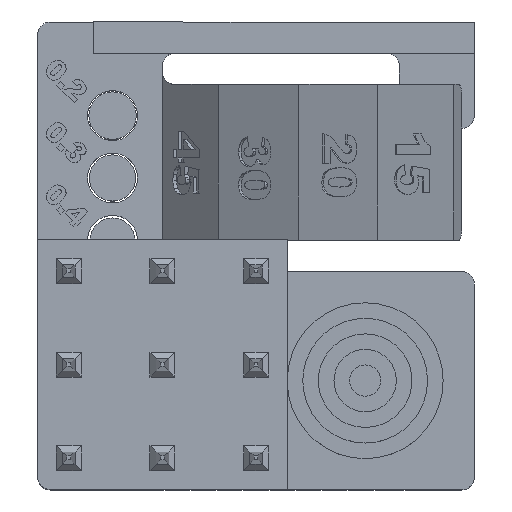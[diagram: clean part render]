
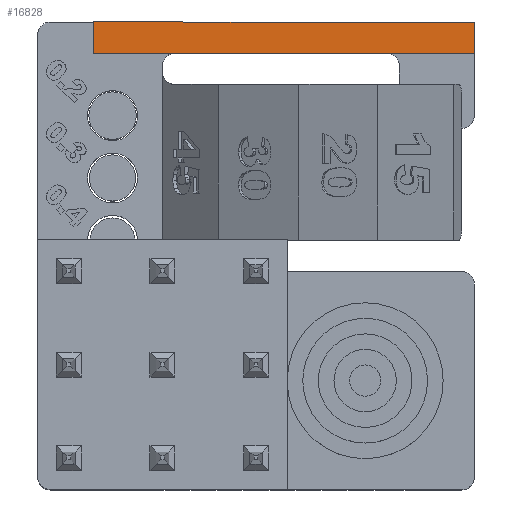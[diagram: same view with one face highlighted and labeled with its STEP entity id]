
A CAD part, top view. The second image highlights one B-rep face of the part: STEP entity #16828.
In plain terms, the highlighted planar face has unit normal (0, 0, 1).
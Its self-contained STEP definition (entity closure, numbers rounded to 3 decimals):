
#1704=LINE('',#24651,#3377);
#1713=LINE('',#24672,#3386);
#2822=LINE('',#31252,#4495);
#2823=LINE('',#31254,#4496);
#3377=VECTOR('',#18475,10.);
#3386=VECTOR('',#18496,10.);
#4495=VECTOR('',#20461,10.);
#4496=VECTOR('',#20464,10.);
#5038=PLANE('',#17505);
#5940=FACE_OUTER_BOUND('',#6922,.T.);
#6922=EDGE_LOOP('',(#15801,#15802,#15803,#15804));
#7600=VERTEX_POINT('',#24648);
#7601=VERTEX_POINT('',#24650);
#7607=VERTEX_POINT('',#24671);
#8590=VERTEX_POINT('',#31250);
#9454=EDGE_CURVE('',#7600,#7601,#1704,.T.);
#9465=EDGE_CURVE('',#7601,#7607,#1713,.T.);
#11011=EDGE_CURVE('',#8590,#7607,#2822,.T.);
#11012=EDGE_CURVE('',#7600,#8590,#2823,.T.);
#15801=ORIENTED_EDGE('',*,*,#11012,.T.);
#15802=ORIENTED_EDGE('',*,*,#11011,.T.);
#15803=ORIENTED_EDGE('',*,*,#9465,.F.);
#15804=ORIENTED_EDGE('',*,*,#9454,.F.);
#16828=ADVANCED_FACE('',(#5940),#5038,.T.);
#17505=AXIS2_PLACEMENT_3D('',#31253,#20462,#20463);
#18475=DIRECTION('',(0.,-1.,0.));
#18496=DIRECTION('',(-1.,0.,0.));
#20461=DIRECTION('',(0.,-1.,0.));
#20462=DIRECTION('center_axis',(0.,0.,
1.));
#20463=DIRECTION('ref_axis',(-1.,0.,0.));
#20464=DIRECTION('',(-1.,0.,0.));
#24648=CARTESIAN_POINT('',(70.,0.,19.));
#24650=CARTESIAN_POINT('',(70.,-5.,19.));
#24651=CARTESIAN_POINT('',(70.,0.,19.));
#24671=CARTESIAN_POINT('',(9.,-5.,19.));
#24672=CARTESIAN_POINT('',(12.,-5.,19.));
#31250=CARTESIAN_POINT('',(9.,0.,19.));
#31252=CARTESIAN_POINT('',(9.,0.,19.));
#31253=CARTESIAN_POINT('Origin',(70.,0.,19.));
#31254=CARTESIAN_POINT('',(12.,0.,19.));
